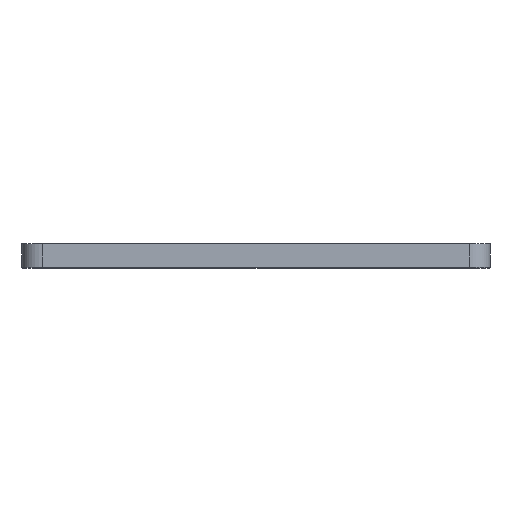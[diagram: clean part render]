
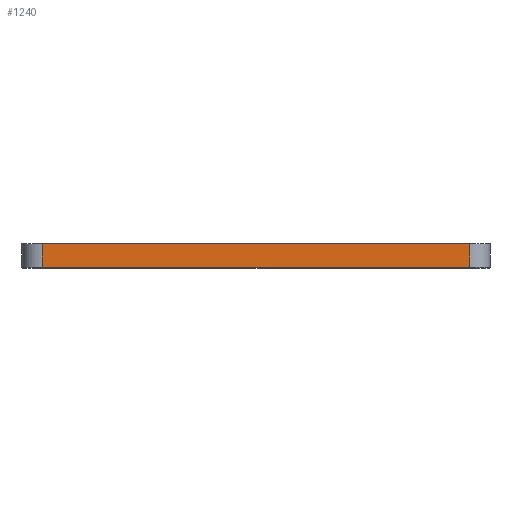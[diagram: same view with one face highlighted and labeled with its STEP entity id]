
A CAD part, top view. The second image highlights one B-rep face of the part: STEP entity #1240.
In plain terms, the highlighted planar face has unit normal (0, 0, 1).
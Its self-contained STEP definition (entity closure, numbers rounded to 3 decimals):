
#124=FACE_OUTER_BOUND('',#182,.T.);
#182=EDGE_LOOP('',(#1019,#1020,#1021,#1022));
#351=LINE('',#1933,#503);
#364=LINE('',#1972,#516);
#365=LINE('',#1974,#517);
#366=LINE('',#1975,#518);
#503=VECTOR('',#1591,10.);
#516=VECTOR('',#1630,10.);
#517=VECTOR('',#1633,10.);
#518=VECTOR('',#1634,10.);
#615=VERTEX_POINT('',#1929);
#617=VERTEX_POINT('',#1932);
#629=VERTEX_POINT('',#1968);
#630=VERTEX_POINT('',#1970);
#776=EDGE_CURVE('',#615,#617,#351,.T.);
#796=EDGE_CURVE('',#629,#630,#364,.T.);
#797=EDGE_CURVE('',#629,#615,#365,.T.);
#798=EDGE_CURVE('',#617,#630,#366,.T.);
#1019=ORIENTED_EDGE('',*,*,#797,.F.);
#1020=ORIENTED_EDGE('',*,*,#796,.T.);
#1021=ORIENTED_EDGE('',*,*,#798,.F.);
#1022=ORIENTED_EDGE('',*,*,#776,.F.);
#1182=PLANE('',#1334);
#1240=ADVANCED_FACE('',(#124),#1182,.T.);
#1334=AXIS2_PLACEMENT_3D('',#1973,#1631,#1632);
#1591=DIRECTION('',(0.,1.,0.));
#1630=DIRECTION('',(0.,1.,0.));
#1631=DIRECTION('center_axis',(0.,0.,1.));
#1632=DIRECTION('ref_axis',(1.,0.,0.));
#1633=DIRECTION('',(-1.,0.,0.));
#1634=DIRECTION('',(1.,0.,0.));
#1929=CARTESIAN_POINT('',(-27.339,0.,37.389));
#1932=CARTESIAN_POINT('',(-27.339,3.,37.389));
#1933=CARTESIAN_POINT('',(-27.339,0.,37.389));
#1968=CARTESIAN_POINT('',(27.345,0.,37.389));
#1970=CARTESIAN_POINT('',(27.345,3.,37.389));
#1972=CARTESIAN_POINT('',(27.345,0.,37.389));
#1973=CARTESIAN_POINT('Origin',(-27.339,0.,37.389));
#1974=CARTESIAN_POINT('',(27.345,0.,37.389));
#1975=CARTESIAN_POINT('',(27.345,3.,37.389));
